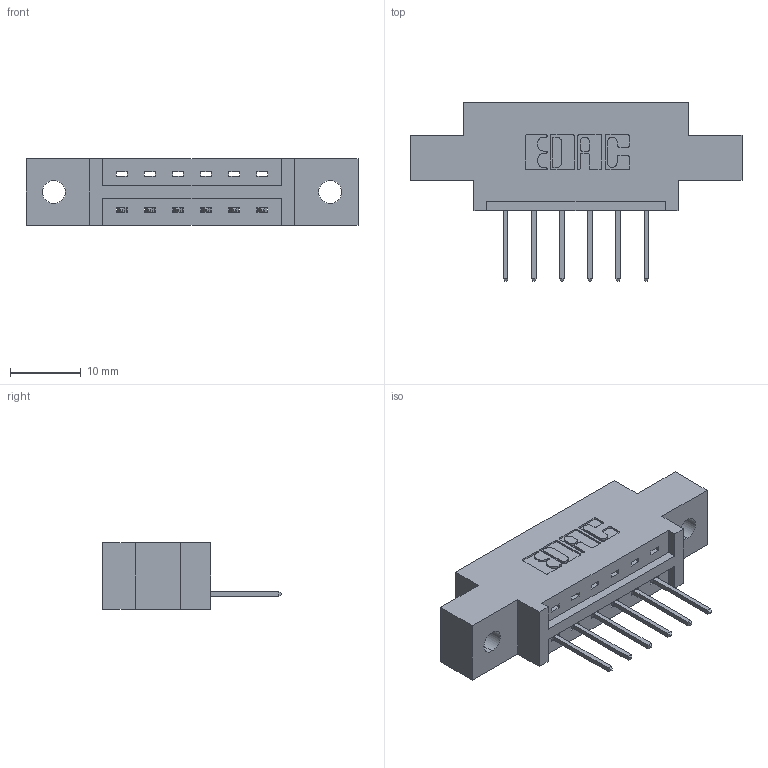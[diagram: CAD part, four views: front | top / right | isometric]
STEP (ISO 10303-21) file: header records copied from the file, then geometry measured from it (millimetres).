
FILE_DESCRIPTION (( 'STEP AP203' ), '1' );
FILE_NAME ('337-006-523-602.STEP', '2018-08-03T18:50:17', ( '' ), ( '' ), 'SwSTEP 2.0', 'SolidWorks 2016', '' );
FILE_SCHEMA (( 'CONFIG_CONTROL_DESIGN' ));
Length unit declared in the file: inch
Products named in the file (3): 337-006-523-602; 337 Part_0.170 Offset - 0.128 Dia; 345-292-001_345-293-123
Assembly tree (7 placements, depth 2):
  337-006-523-602
    337 Part_0.170 Offset - 0.128 Dia
    345-292-001_345-293-123  x6
Bounding box: 46.79 x 25.15 x 9.4 mm (x, y, z)
Volume: 4255.7 mm3; surface area: 4029.7 mm2
Topology: 7 solids, 7 shells, 490 faces, 1451 edges, 958 vertices
Faces by surface type: plane 350, cylinder 140
Entity records: 9269 total; most frequent: CARTESIAN_POINT 1620, ORIENTED_EDGE 1562, DIRECTION 1437, EDGE_CURVE 781, VECTOR 653, LINE 653, VERTEX_POINT 518, AXIS2_PLACEMENT_3D 392
